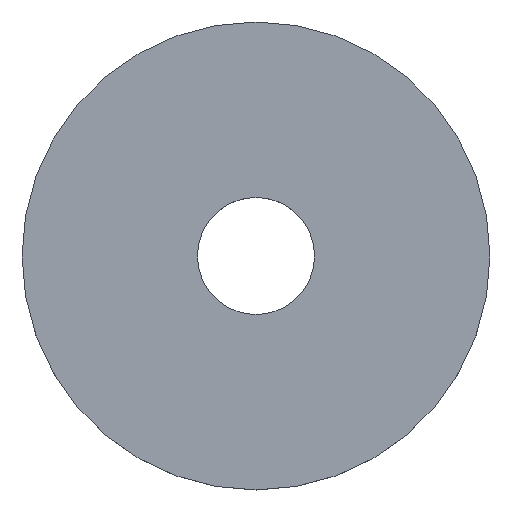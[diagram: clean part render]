
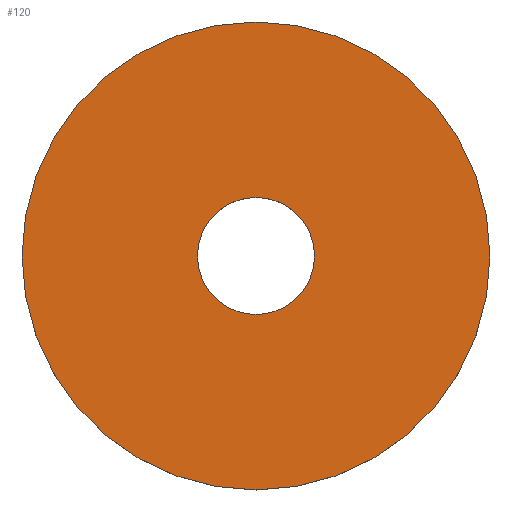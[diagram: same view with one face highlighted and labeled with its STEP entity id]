
A CAD part, top view. The second image highlights one B-rep face of the part: STEP entity #120.
In plain terms, the highlighted planar face has unit normal (0, 0, 1).
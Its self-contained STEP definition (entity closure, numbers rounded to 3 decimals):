
#6 = DIRECTION ( 'NONE',  ( 0., 0., -1. ) ) ;
#8 = DIRECTION ( 'NONE',  ( 0., 1., 0. ) ) ;
#12 = AXIS2_PLACEMENT_3D ( 'NONE', #37, #91, #116 ) ;
#26 = VERTEX_POINT ( 'NONE', #93 ) ;
#30 = EDGE_LOOP ( 'NONE', ( #97 ) ) ;
#37 = CARTESIAN_POINT ( 'NONE',  ( 0., 5., 3. ) ) ;
#47 = CARTESIAN_POINT ( 'NONE',  ( 0., 5., 3. ) ) ;
#57 = FACE_BOUND ( 'NONE', #111, .T. ) ;
#60 = AXIS2_PLACEMENT_3D ( 'NONE', #150, #74, #8 ) ;
#63 = EDGE_CURVE ( 'NONE', #26, #26, #128, .T. ) ;
#71 = DIRECTION ( 'NONE',  ( 0., 1., 0. ) ) ;
#72 = AXIS2_PLACEMENT_3D ( 'NONE', #110, #6, #71 ) ;
#73 = ORIENTED_EDGE ( 'NONE', *, *, #119, .T. ) ;
#74 = DIRECTION ( 'NONE',  ( 0., 0., -1. ) ) ;
#91 = DIRECTION ( 'NONE',  ( 0., 0., 1. ) ) ;
#93 = CARTESIAN_POINT ( 'NONE',  ( 0., 20., 3. ) ) ;
#97 = ORIENTED_EDGE ( 'NONE', *, *, #63, .F. ) ;
#110 = CARTESIAN_POINT ( 'NONE',  ( 0., 0., 3. ) ) ;
#111 = EDGE_LOOP ( 'NONE', ( #73 ) ) ;
#116 = DIRECTION ( 'NONE',  ( 0., -1., 0. ) ) ;
#119 = EDGE_CURVE ( 'NONE', #136, #136, #132, .T. ) ;
#120 = ADVANCED_FACE ( 'NONE', ( #57, #125 ), #124, .T. ) ;
#124 = PLANE ( 'NONE',  #12 ) ;
#125 = FACE_OUTER_BOUND ( 'NONE', #30, .T. ) ;
#128 = CIRCLE ( 'NONE', #72, 20. ) ;
#132 = CIRCLE ( 'NONE', #60, 5. ) ;
#136 = VERTEX_POINT ( 'NONE', #47 ) ;
#150 = CARTESIAN_POINT ( 'NONE',  ( 0., 0., 3. ) ) ;
